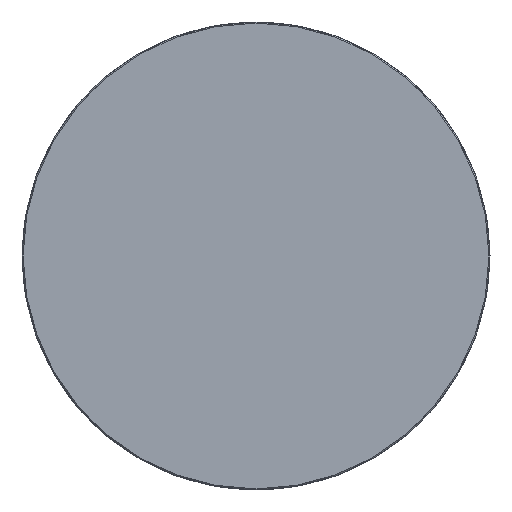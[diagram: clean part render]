
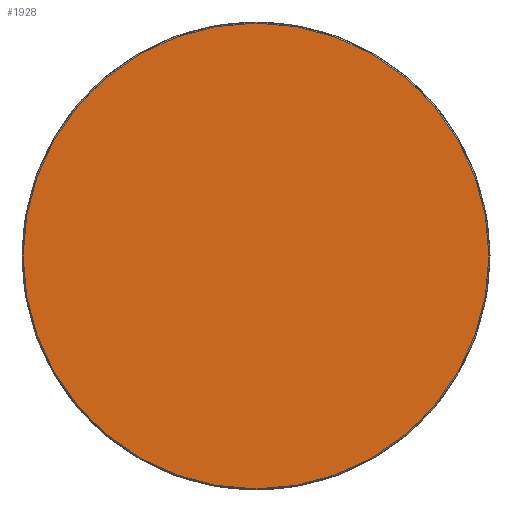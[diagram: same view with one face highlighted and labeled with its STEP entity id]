
A CAD part, left-side view. The second image highlights one B-rep face of the part: STEP entity #1928.
In plain terms, the highlighted planar face has unit normal (-1, 0, 0).
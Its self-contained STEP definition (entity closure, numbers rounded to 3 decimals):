
#22 = CIRCLE ( 'NONE', #2474, 105.5 ) ;
#110 = ORIENTED_EDGE ( 'NONE', *, *, #944, .T. ) ;
#131 = ORIENTED_EDGE ( 'NONE', *, *, #3481, .T. ) ;
#441 = PLANE ( 'NONE',  #1545 ) ;
#461 = CARTESIAN_POINT ( 'NONE',  ( -238.7, -106.766, 106.766 ) ) ;
#475 = DIRECTION ( 'NONE',  ( 0., 0., -1. ) ) ;
#944 = EDGE_CURVE ( 'NONE', #2304, #2359, #2660, .T. ) ;
#1336 = DIRECTION ( 'NONE',  ( -1., 0., 0. ) ) ;
#1545 = AXIS2_PLACEMENT_3D ( 'NONE', #461, #1550, #475 ) ;
#1550 = DIRECTION ( 'NONE',  ( 1., 0., 0. ) ) ;
#1842 = EDGE_LOOP ( 'NONE', ( #110, #131 ) ) ;
#1928 = ADVANCED_FACE ( 'NONE', ( #2085 ), #441, .F. ) ;
#2013 = AXIS2_PLACEMENT_3D ( 'NONE', #3550, #1336, #4338 ) ;
#2085 = FACE_OUTER_BOUND ( 'NONE', #1842, .T. ) ;
#2304 = VERTEX_POINT ( 'NONE', #4758 ) ;
#2359 = VERTEX_POINT ( 'NONE', #3869 ) ;
#2474 = AXIS2_PLACEMENT_3D ( 'NONE', #3070, #2702, #2739 ) ;
#2660 = CIRCLE ( 'NONE', #2013, 105.5 ) ;
#2702 = DIRECTION ( 'NONE',  ( -1., 0., 0. ) ) ;
#2739 = DIRECTION ( 'NONE',  ( 0., 1., 0. ) ) ;
#3070 = CARTESIAN_POINT ( 'NONE',  ( -238.7, 0., 0. ) ) ;
#3481 = EDGE_CURVE ( 'NONE', #2359, #2304, #22, .T. ) ;
#3550 = CARTESIAN_POINT ( 'NONE',  ( -238.7, 0., 0. ) ) ;
#3869 = CARTESIAN_POINT ( 'NONE',  ( -238.7, -105.5, 0. ) ) ;
#4338 = DIRECTION ( 'NONE',  ( 0., 1., 0. ) ) ;
#4758 = CARTESIAN_POINT ( 'NONE',  ( -238.7, 105.5, 0. ) ) ;
